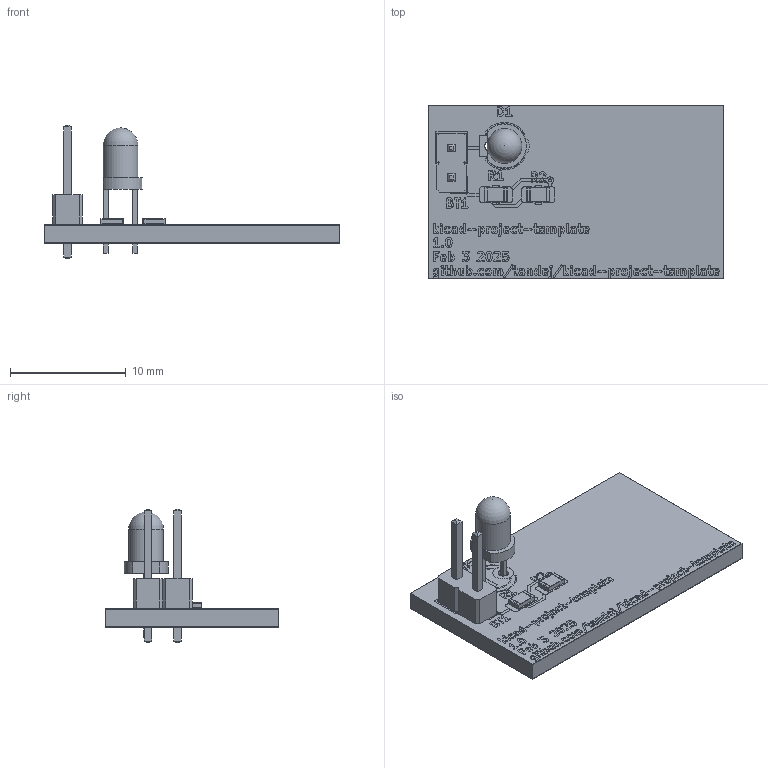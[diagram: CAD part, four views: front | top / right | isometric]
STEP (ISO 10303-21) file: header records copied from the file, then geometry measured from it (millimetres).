
FILE_DESCRIPTION(('KiCad electronic assembly'),'2;1');
FILE_NAME('board-model.step','2025-02-17T19:52:40',('Pcbnew'),('Kicad'), 'Open CASCADE STEP processor 7.6','KiCad to STEP converter','Unknown' );
FILE_SCHEMA(('AUTOMOTIVE_DESIGN { 1 0 10303 214 1 1 1 1 }'));
Length unit declared in the file: millimetre
Products named in the file (8): board-model 1; R_0805_2012Metric; PinHeader_1x02_P2.54mm_Vertical; LED_D3.0mm; kicad-project-template_copper; kicad-project-template_silkscreen; kicad-project-template_soldermask; kicad-project-template_PCB
Assembly tree (8 placements, depth 2):
  board-model 1
    R_0805_2012Metric  x2
    PinHeader_1x02_P2.54mm_Vertical
    LED_D3.0mm
    kicad-project-template_copper
    kicad-project-template_silkscreen
    kicad-project-template_soldermask
    kicad-project-template_PCB
Bounding box: 25.5 x 15 x 11.54 mm (x, y, z)
Volume: 655.5 mm3; surface area: 1960.9 mm2
Topology: 8 solids, 108 shells, 356 faces, 2394 edges, 2169 vertices
Faces by surface type: plane 300, cylinder 55, sphere 1
Full cylindrical faces by diameter (mm): 0.25 x1, 0.3 x1, 0.85 x2, 0.9 x4, 0.95 x2, 1 x4, 1.7 x2, 1.8 x2, 3 x1
Entity records: 23406 total; most frequent: CARTESIAN_POINT 4792, DIRECTION 3513, ORIENTED_EDGE 2909, EDGE_CURVE 2327, VERTEX_POINT 2126, LINE 1819, VECTOR 1819, AXIS2_PLACEMENT_3D 847
